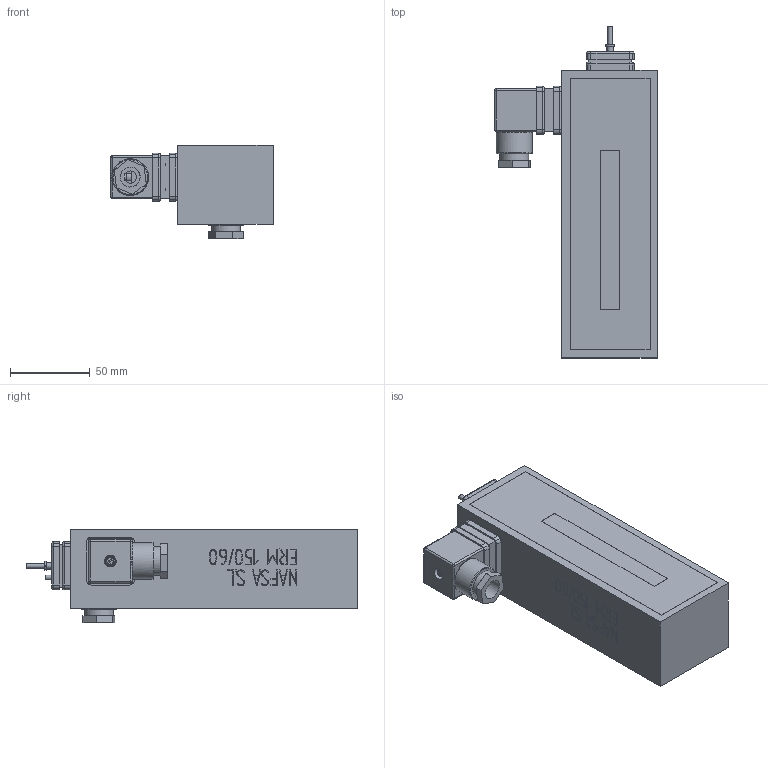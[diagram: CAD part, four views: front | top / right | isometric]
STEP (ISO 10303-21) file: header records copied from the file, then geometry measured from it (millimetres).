
FILE_DESCRIPTION( ( 'Unknown' ), '1' );
FILE_NAME( 'CTO. ERM150_60_C.stp', 'Unknown', ( 'Unknown' ), ( 'Unknown' ), 'PSStep 11.0', 'Unknown', ' ' );
FILE_SCHEMA( ( 'AUTOMOTIVE_DESIGN { 1 0 10303 214 1 1 1 1 }' ) );
Length unit declared in the file: millimetre
Products named in the file (16): Cto_Caja de bornas_XYSB_2PT_2D; Assem1; Cto.Conector_XY_SB211_2D (2P+T_2D) (Plano); Borna_XYSB; Tornillo borna XYSB; Caja de bornas_XYSB2D; Goma tuerca_XYSB; Tuerca_conector_XYSB; Tornillo masa M3; Arandela metal_XYSB; Junta Conector XYSB 30x30 ; Tornillo M4 fijacion base conector; Base_conector_Hirschman GDM2011; Conector_SB201_2PT2D; Tornillo fijación M3x30; Cuerpo ERM150_60_S_C
Bounding box: 101.6 x 207.8 x 58.67 mm (x, y, z)
Volume: 1160977.4 mm3; surface area: 168028 mm2
Topology: 55 solids, 55 shells, 1573 faces, 3968 edges, 2611 vertices
Faces by surface type: plane 1127, cylinder 223, extrusion 102, torus 72, cone 22, sphere 15, bspline 12
Full cylindrical faces by diameter (mm): 2.459 x13, 2.5 x10, 2.6 x4, 3 x16, 3.4 x3, 3.6 x12, 3.75 x10, 4 x8, 4.2 x3, 4.5 x3, 5.5 x3, 6.5 x15, 6.647 x4, 7.4 x3, 7.7 x3, 8.28 x4, 12.3 x3, 12.5 x3, 16 x6, 18 x6, 22 x5, 22.673 x3
Entity records: 19031 total; most frequent: CARTESIAN_POINT 3928, ORIENTED_EDGE 2318, DIRECTION 1932, EDGE_CURVE 1159, VERTEX_POINT 791, VECTOR 696, LINE 645, AXIS2_PLACEMENT_3D 618
